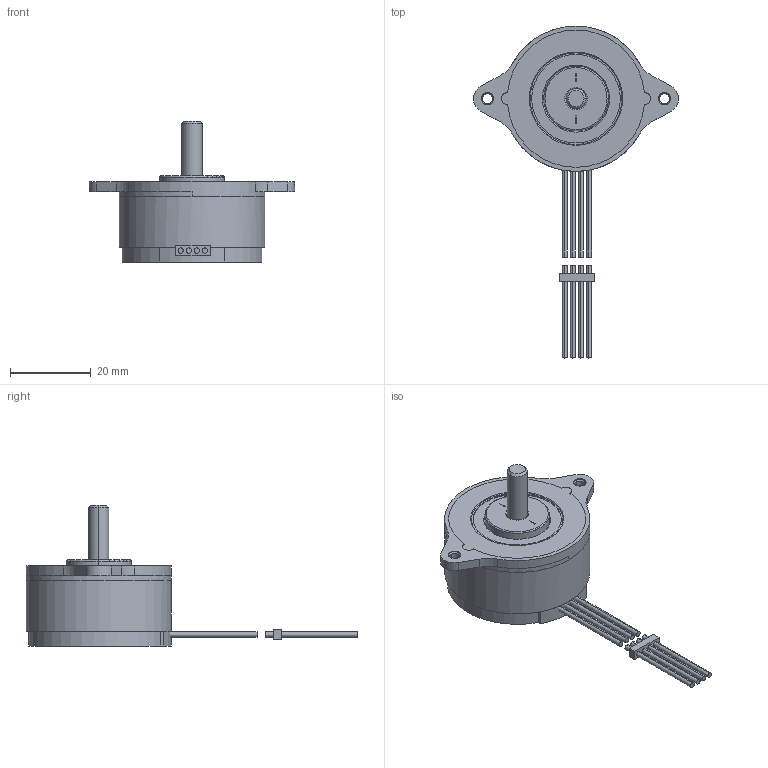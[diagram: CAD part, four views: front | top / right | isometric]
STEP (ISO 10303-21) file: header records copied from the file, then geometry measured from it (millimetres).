
FILE_DESCRIPTION((''),'2;1');
FILE_NAME('2022_10_26_14HRA2L_ASM','2022-10-27T14:20:27',('ms27865'),(''),'CREO PARAMETRIC BY PTC INC, 2018100','CREO PARAMETRIC BY PTC INC, 2018100','');
FILE_SCHEMA(('CONFIG_CONTROL_DESIGN'));
Length unit declared in the file: millimetre
Products named in the file (29): 4613102101248_AF0_1_1; 4613104026715_AF1_ASM_5_ASM_1_ASM; 4634140202730_AF1_1_1_1; 4634140202730_AF1_1_2_1; 4634140202730_AF1_1_3_1; 4634140202730_AF1_1_4_1; 4634140202730_AF1_1_5_1; 4634140202730_AF1_1_ASM_1_ASM; 4613103016485_AF1_ASM_4_ASM_1_ASM; 3698201102127_AF1_1_1; 4219121200841_AF2_1_1; 4613103016486_AF2_ASM_4_ASM_1_ASM; 4613103016487_AF10_ASM_1_ASM_1_ASM; 4613103016488_AF0_ASM_1_ASM_1_ASM; 4613103016489_ASM_3_ASM_1_ASM; 4219121301309_1_1; 4331101000600_1_1; 4219121500642_ASM_1_ASM_1_ASM; 4332101106858_AF0_4_1; 4613106100809_AF1_1_1; 4613107115262_ASM_1_ASM_1_ASM; 4219121301353_1_1; 4331101000603_1_1; 4219121500641_ASM_1_ASM_1_ASM; 4613153001958_ASM_4_ASM_1_ASM; 3219720000565_1_1; 4611110062031_ASM_4_ASM_1_ASM; 14HR_ASM_ASM_1_ASM; 2022_10_26_14HRA2L_ASM
Assembly tree (28 placements, depth 11):
  2022_10_26_14HRA2L_ASM
    14HR_ASM_ASM_1_ASM
      4611110062031_ASM_4_ASM_1_ASM
        4613153001958_ASM_4_ASM_1_ASM
          4613103016489_ASM_3_ASM_1_ASM
            4613103016488_AF0_ASM_1_ASM_1_ASM
              4613103016487_AF10_ASM_1_ASM_1_ASM
                4613103016486_AF2_ASM_4_ASM_1_ASM
                  4613103016485_AF1_ASM_4_ASM_1_ASM
                  3698201102127_AF1_1_1
                  4219121200841_AF2_1_1
          4219121500642_ASM_1_ASM_1_ASM
            4219121301309_1_1
            4331101000600_1_1
          4613107115262_ASM_1_ASM_1_ASM
            4332101106858_AF0_4_1
            4613106100809_AF1_1_1
          4219121500641_ASM_1_ASM_1_ASM
            4219121301353_1_1
            4331101000603_1_1
        3219720000565_1_1
Bounding box: 50.82 x 82.2 x 35 mm (x, y, z)
Volume: 25407.2 mm3; surface area: 16125 mm2
Topology: 15 solids, 21 shells, 397 faces, 1082 edges, 749 vertices
Faces by surface type: plane 251, cylinder 104, cone 24, torus 18
Entity records: 13605 total; most frequent: DIRECTION 2429, CARTESIAN_POINT 2373, ORIENTED_EDGE 2156, EDGE_CURVE 1082, AXIS2_PLACEMENT_3D 871, VERTEX_POINT 749, VECTOR 687, LINE 687
